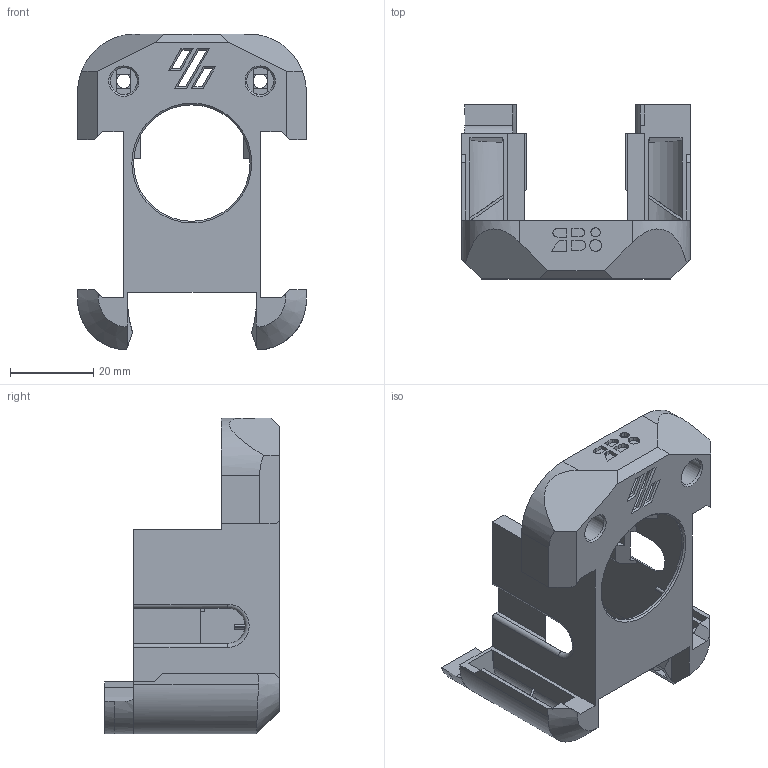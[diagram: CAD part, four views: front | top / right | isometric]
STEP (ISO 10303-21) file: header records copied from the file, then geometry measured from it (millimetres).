
FILE_DESCRIPTION(/* description */ (''),/* implementation_level */ '2;1');
FILE_NAME(/* name */ 'Rapid Burner Cowl.step',/* time_stamp */ '2023-12-25T21:40:49+10:30',/* author */ (''),/* organization */ (''),/* preprocessor_version */ 'ST-DEVELOPER v20',/* originating_system */ 'Autodesk Translation Framework v12.14.0.127',/* authorisation */ '');
FILE_SCHEMA (('AUTOMOTIVE_DESIGN { 1 0 10303 214 3 1 1 }'));
Length unit declared in the file: millimetre
Products named in the file (8): Rapid_Burner_v0.2_v8 Mod; Cowl; Ducts; Duct_Left (1); Standard (1); Duct_Right (1); Standard; Main Body
Assembly tree (7 placements, depth 5):
  Rapid_Burner_v0.2_v8 Mod
    Cowl
      Ducts
        Duct_Left (1)
          Standard (1)
        Duct_Right (1)
          Standard
      Main Body
Bounding box: 55 x 42 x 75.96 mm (x, y, z)
Volume: 18160.4 mm3; surface area: 18766.8 mm2
Topology: 1 solids, 1 shells, 315 faces, 885 edges, 577 vertices
Faces by surface type: plane 204, cylinder 53, bspline 42, cone 12, torus 4
Full cylindrical faces by diameter (mm): 3.2 x2, 3.4 x2, 4.6 x1, 4.7 x1, 6.5 x2, 28 x1
Entity records: 10628 total; most frequent: CARTESIAN_POINT 2476, ORIENTED_EDGE 1770, DIRECTION 1501, EDGE_CURVE 885, LINE 631, VECTOR 631, VERTEX_POINT 577, AXIS2_PLACEMENT_3D 435
